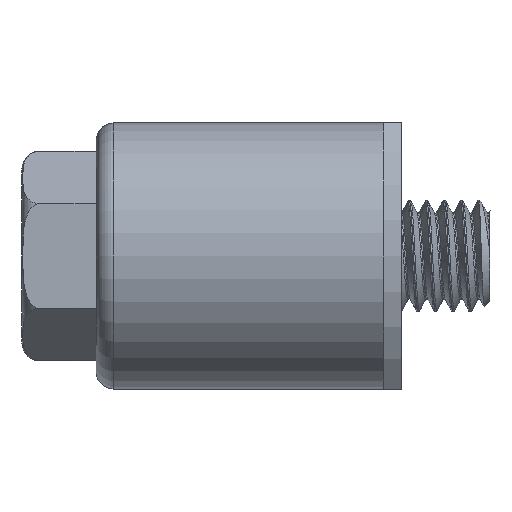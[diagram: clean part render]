
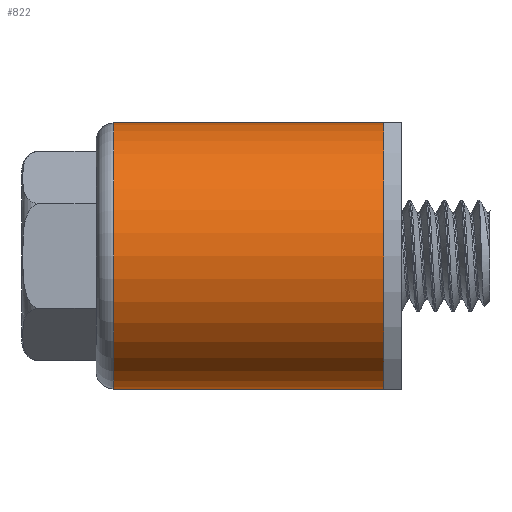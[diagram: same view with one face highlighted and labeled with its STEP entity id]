
A CAD part, left-side view. The second image highlights one B-rep face of the part: STEP entity #822.
In plain terms, the highlighted cylindrical face has radius 9.525 mm (diameter 19.05 mm), a partial arc.
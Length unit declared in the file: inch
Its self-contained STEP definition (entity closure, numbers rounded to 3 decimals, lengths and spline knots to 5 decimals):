
#64=LINE('',#1264,#96);
#68=LINE('',#1284,#100);
#96=VECTOR('',#1050,0.3937);
#100=VECTOR('',#1076,0.3937);
#210=FACE_OUTER_BOUND('',#278,.T.);
#278=EDGE_LOOP('',(#606,#607,#608,#609));
#332=CIRCLE('',#917,0.375);
#337=CIRCLE('',#927,0.375);
#375=VERTEX_POINT('',#1261);
#376=VERTEX_POINT('',#1263);
#380=VERTEX_POINT('',#1277);
#381=VERTEX_POINT('',#1283);
#451=EDGE_CURVE('',#375,#376,#64,.T.);
#460=EDGE_CURVE('',#376,#380,#332,.T.);
#461=EDGE_CURVE('',#381,#380,#68,.T.);
#470=EDGE_CURVE('',#375,#381,#337,.T.);
#606=ORIENTED_EDGE('',*,*,#460,.F.);
#607=ORIENTED_EDGE('',*,*,#451,.F.);
#608=ORIENTED_EDGE('',*,*,#470,.T.);
#609=ORIENTED_EDGE('',*,*,#461,.T.);
#737=CYLINDRICAL_SURFACE('',#928,0.375);
#822=ADVANCED_FACE('',(#210),#737,.T.);
#917=AXIS2_PLACEMENT_3D('',#1281,#1072,#1073);
#927=AXIS2_PLACEMENT_3D('',#1302,#1097,#1098);
#928=AXIS2_PLACEMENT_3D('',#1303,#1099,#1100);
#1050=DIRECTION('',(0.,1.,0.));
#1072=DIRECTION('center_axis',(0.,1.,0.));
#1073=DIRECTION('ref_axis',(-1.,0.,0.));
#1076=DIRECTION('',(0.,1.,0.));
#1097=DIRECTION('center_axis',(0.,1.,0.));
#1098=DIRECTION('ref_axis',(0.,0.,-1.));
#1099=DIRECTION('center_axis',(0.,1.,0.));
#1100=DIRECTION('ref_axis',(0.,0.,-1.));
#1261=CARTESIAN_POINT('',(-0.793,0.05,-0.375));
#1263=CARTESIAN_POINT('',(-0.793,0.81,-0.375));
#1264=CARTESIAN_POINT('',(-0.793,0.,-0.375));
#1277=CARTESIAN_POINT('',(-0.793,0.81,0.375));
#1281=CARTESIAN_POINT('Origin',(-0.793,0.81,0.));
#1283=CARTESIAN_POINT('',(-0.793,0.05,0.375));
#1284=CARTESIAN_POINT('',(-0.793,0.,0.375));
#1302=CARTESIAN_POINT('Origin',(-0.793,0.05,0.));
#1303=CARTESIAN_POINT('Origin',(-0.793,0.,0.));
